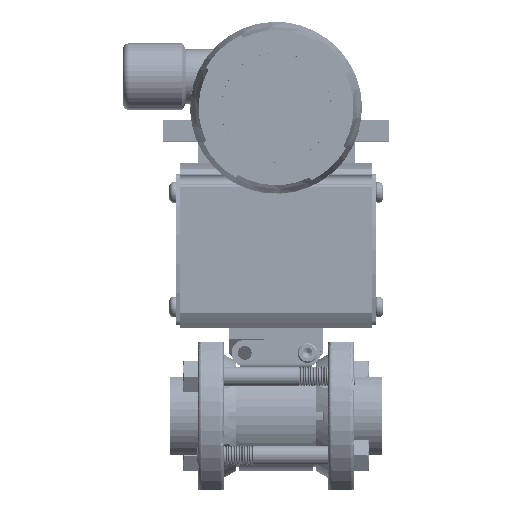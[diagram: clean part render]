
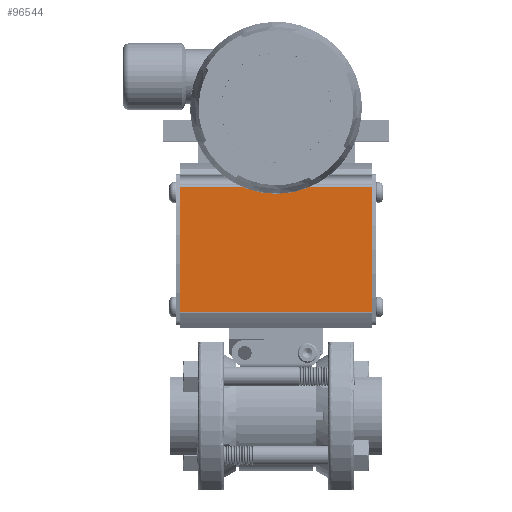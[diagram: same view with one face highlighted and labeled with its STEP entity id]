
A CAD part, top view. The second image highlights one B-rep face of the part: STEP entity #96544.
In plain terms, the highlighted planar face has unit normal (0, 0, 1).
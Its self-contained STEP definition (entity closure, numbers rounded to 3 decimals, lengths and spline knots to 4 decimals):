
#6178 = DIRECTION ( 'NONE',  ( 0., 1., 0. ) ) ;
#6282 = CARTESIAN_POINT ( 'NONE',  ( -1.5275, 3.6471, 1.17 ) ) ;
#18799 = DIRECTION ( 'NONE',  ( -1., 0., 0. ) ) ;
#21117 = LINE ( 'NONE', #124725, #161489 ) ;
#24958 = PLANE ( 'NONE',  #96451 ) ;
#35074 = CARTESIAN_POINT ( 'NONE',  ( 1.5275, 3.6471, 1.17 ) ) ;
#35224 = LINE ( 'NONE', #157542, #215280 ) ;
#39765 = ORIENTED_EDGE ( 'NONE', *, *, #187764, .F. ) ;
#41896 = CARTESIAN_POINT ( 'NONE',  ( 1.5275, 3.6544, 1.17 ) ) ;
#45690 = VECTOR ( 'NONE', #76008, 39.3701 ) ;
#50273 = VECTOR ( 'NONE', #18799, 39.3701 ) ;
#56214 = DIRECTION ( 'NONE',  ( 1., 0., 0. ) ) ;
#58444 = CARTESIAN_POINT ( 'NONE',  ( 1.5275, 1.6529, 1.17 ) ) ;
#62756 = DIRECTION ( 'NONE',  ( 0., 0., -1. ) ) ;
#76008 = DIRECTION ( 'NONE',  ( 0., -1., 0. ) ) ;
#96451 = AXIS2_PLACEMENT_3D ( 'NONE', #164061, #62756, #181062 ) ;
#96544 = ADVANCED_FACE ( 'NONE', ( #206926 ), #24958, .F. ) ;
#97573 = ORIENTED_EDGE ( 'NONE', *, *, #185866, .T. ) ;
#101820 = ORIENTED_EDGE ( 'NONE', *, *, #175135, .T. ) ;
#102983 = ORIENTED_EDGE ( 'NONE', *, *, #111877, .F. ) ;
#111877 = EDGE_CURVE ( 'NONE', #186349, #182461, #21117, .T. ) ;
#120308 = CARTESIAN_POINT ( 'NONE',  ( -5.0403, 3.6471, 1.17 ) ) ;
#124725 = CARTESIAN_POINT ( 'NONE',  ( -1.5275, 3.6544, 1.17 ) ) ;
#144356 = EDGE_LOOP ( 'NONE', ( #39765, #101820, #102983, #97573 ) ) ;
#146407 = VERTEX_POINT ( 'NONE', #35074 ) ;
#157542 = CARTESIAN_POINT ( 'NONE',  ( -5.0403, 1.6529, 1.17 ) ) ;
#161489 = VECTOR ( 'NONE', #6178, 39.3701 ) ;
#164061 = CARTESIAN_POINT ( 'NONE',  ( -5.0403, 3.6544, 1.17 ) ) ;
#175135 = EDGE_CURVE ( 'NONE', #146407, #182461, #182230, .T. ) ;
#181062 = DIRECTION ( 'NONE',  ( 0., -1., 0. ) ) ;
#182230 = LINE ( 'NONE', #120308, #50273 ) ;
#182461 = VERTEX_POINT ( 'NONE', #6282 ) ;
#185467 = CARTESIAN_POINT ( 'NONE',  ( -1.5275, 1.6529, 1.17 ) ) ;
#185866 = EDGE_CURVE ( 'NONE', #186349, #186962, #35224, .T. ) ;
#185957 = LINE ( 'NONE', #41896, #45690 ) ;
#186349 = VERTEX_POINT ( 'NONE', #185467 ) ;
#186962 = VERTEX_POINT ( 'NONE', #58444 ) ;
#187764 = EDGE_CURVE ( 'NONE', #146407, #186962, #185957, .T. ) ;
#206926 = FACE_OUTER_BOUND ( 'NONE', #144356, .T. ) ;
#215280 = VECTOR ( 'NONE', #56214, 39.3701 ) ;
